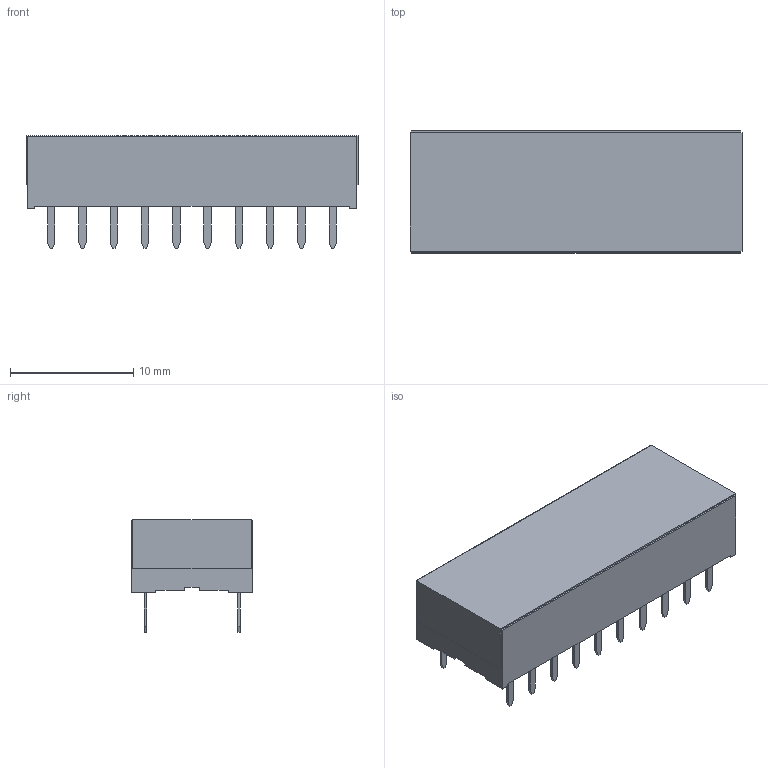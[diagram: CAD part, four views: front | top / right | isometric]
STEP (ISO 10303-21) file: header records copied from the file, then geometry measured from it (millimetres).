
FILE_DESCRIPTION(/* description */ (''),/* implementation_level */ '2;1');
FILE_NAME(/* name */ 'KAS1110Rx.stp',/* time_stamp */ '2025-05-21T11:28:06-05:00',/* author */ ('mroman'),/* organization */ (''),/* preprocessor_version */ 'ST-DEVELOPER v18.1',/* originating_system */ 'Autodesk Inventor 2022',/* authorisation */ '');
FILE_SCHEMA (('AUTOMOTIVE_DESIGN { 1 0 10303 214 3 1 1 }'));
Length unit declared in the file: centimetre
Products named in the file (1): KAS1110Rx
Bounding box: 26.96 x 9.9 x 9.15 mm (x, y, z)
Volume: 1442.1 mm3; surface area: 1324.3 mm2
Topology: 1 solids, 11 shells, 458 faces, 1248 edges, 832 vertices
Faces by surface type: plane 418, cylinder 40
Entity records: 14287 total; most frequent: CARTESIAN_POINT 2539, ORIENTED_EDGE 2496, DIRECTION 2246, EDGE_CURVE 1248, LINE 1168, VECTOR 1168, VERTEX_POINT 832, AXIS2_PLACEMENT_3D 539
